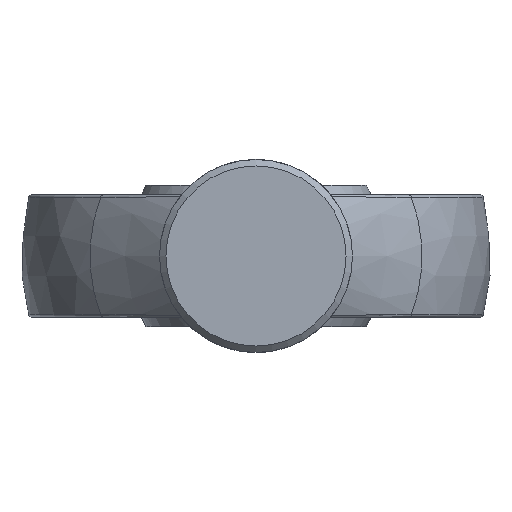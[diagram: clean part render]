
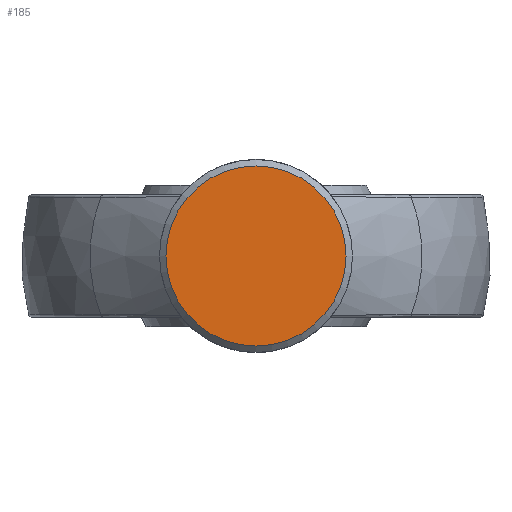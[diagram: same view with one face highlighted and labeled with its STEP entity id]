
A CAD part, front view. The second image highlights one B-rep face of the part: STEP entity #185.
In plain terms, the highlighted planar face has unit normal (0, -1, 0).
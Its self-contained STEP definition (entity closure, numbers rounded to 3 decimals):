
#56 = AXIS2_PLACEMENT_3D ( 'NONE', #516, #871, #83 ) ;
#83 = DIRECTION ( 'NONE',  ( 0., 0., -1. ) ) ;
#127 = AXIS2_PLACEMENT_3D ( 'NONE', #694, #449, #318 ) ;
#151 = PLANE ( 'NONE',  #56 ) ;
#185 = ADVANCED_FACE ( 'NONE', ( #814 ), #151, .T. ) ;
#318 = DIRECTION ( 'NONE',  ( 0., 0., -1. ) ) ;
#397 = ORIENTED_EDGE ( 'NONE', *, *, #585, .T. ) ;
#448 = CARTESIAN_POINT ( 'NONE',  ( 0., -110., -14. ) ) ;
#449 = DIRECTION ( 'NONE',  ( 0., -1., 0. ) ) ;
#516 = CARTESIAN_POINT ( 'NONE',  ( 0., -110., 0. ) ) ;
#585 = EDGE_CURVE ( 'NONE', #900, #900, #630, .T. ) ;
#630 = CIRCLE ( 'NONE', #127, 14. ) ;
#694 = CARTESIAN_POINT ( 'NONE',  ( 0., -110., 0. ) ) ;
#728 = EDGE_LOOP ( 'NONE', ( #397 ) ) ;
#814 = FACE_OUTER_BOUND ( 'NONE', #728, .T. ) ;
#871 = DIRECTION ( 'NONE',  ( 0., -1., 0. ) ) ;
#900 = VERTEX_POINT ( 'NONE', #448 ) ;
